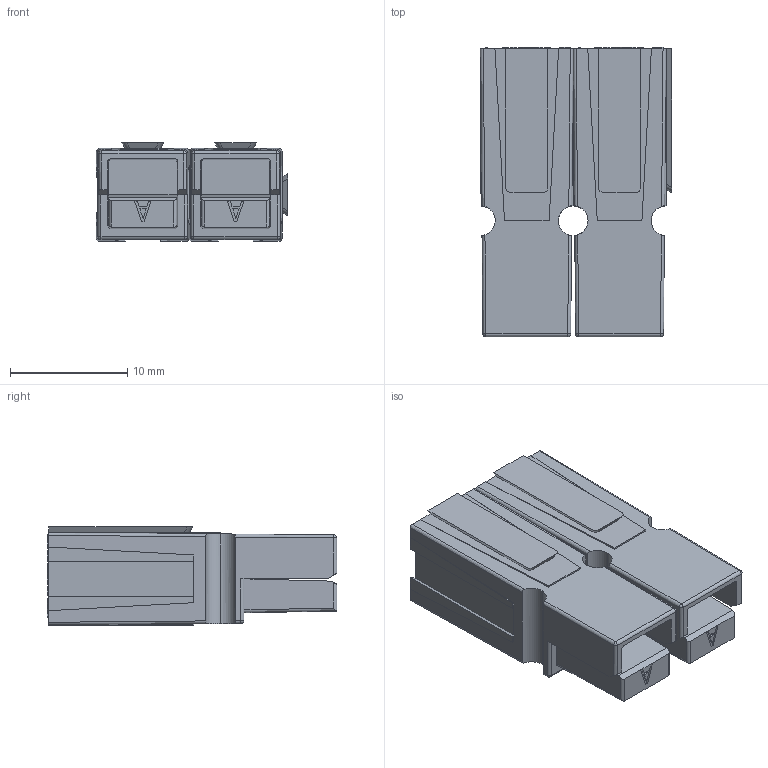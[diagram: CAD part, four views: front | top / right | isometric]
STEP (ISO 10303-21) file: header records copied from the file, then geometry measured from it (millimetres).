
FILE_DESCRIPTION(('FreeCAD Model'),'2;1');
FILE_NAME('Anderson_2x1.step', '2020-04-13T16:45:51',('Author'),(''), 'Open CASCADE STEP processor 7.3','FreeCAD','Unknown');
FILE_SCHEMA(('AUTOMOTIVE_DESIGN { 1 0 10303 214 1 1 1 1 }'));
Products named in the file (1): Fusion
Bounding box: 16.33 x 24.71 x 8.41 mm (x, y, z)
Volume: 2366.4 mm3; surface area: 2150.3 mm2
Topology: 1 solids, 1 shells, 574 faces, 1574 edges, 1038 vertices
Faces by surface type: plane 398, bspline 108, cylinder 60, sphere 8
Entity records: 55964 total; most frequent: CARTESIAN_POINT 22719, DIRECTION 4620, LINE 3600, VECTOR 3600, ORIENTED_EDGE 3132, PCURVE 3132, DEFINITIONAL_REPRESENTATION 3132, EDGE_CURVE 1566
